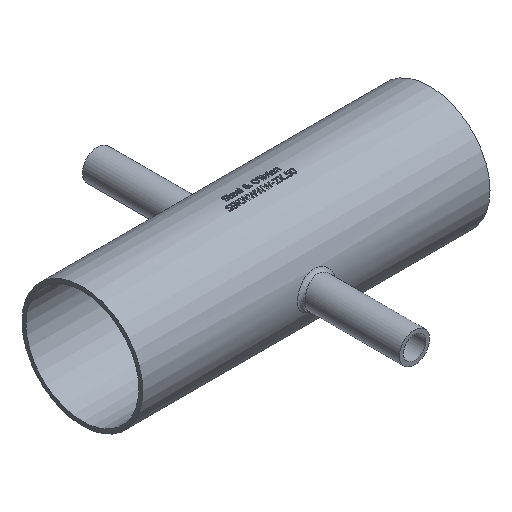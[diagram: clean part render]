
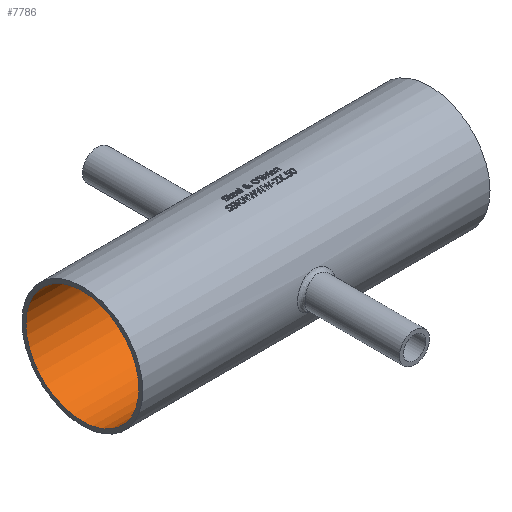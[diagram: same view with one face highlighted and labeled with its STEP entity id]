
A CAD part, isometric view. The second image highlights one B-rep face of the part: STEP entity #7786.
In plain terms, the highlighted cylindrical face has radius 23.749 mm (diameter 47.498 mm), a full revolution.
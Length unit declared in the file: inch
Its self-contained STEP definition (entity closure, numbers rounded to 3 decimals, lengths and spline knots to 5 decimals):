
#161=FACE_BOUND('',#1450,.T.);
#162=FACE_BOUND('',#1451,.T.);
#163=FACE_BOUND('',#1452,.T.);
#164=FACE_BOUND('',#1453,.T.);
#1450=EDGE_LOOP('',(#7281));
#1451=EDGE_LOOP('',(#7282));
#1452=EDGE_LOOP('',(#7283));
#1453=EDGE_LOOP('',(#7284));
#2654=CIRCLE('',#8227,0.935);
#2655=CIRCLE('',#8229,0.935);
#3054=B_SPLINE_CURVE_WITH_KNOTS('',3,(#17369,#17370,#17371,#17372,#17373,
#17374,#17375,#17376,#17377,#17378,#17379,#17380,#17381,#17382,#17383,#17384,
#17385,#17386,#17387,#17388,#17389,#17390,#17391,#17392,#17393,#17394,#17395,
#17396,#17397,#17398,#17399,#17400,#17401,#17402),.UNSPECIFIED.,.T.,.F.,
(4,2,2,2,2,2,2,2,2,2,2,2,2,2,2,2,4),(0.,0.17751,0.35503,
0.53253,0.71004,0.88754,1.06505,
1.24256,1.42008,1.59759,1.77511,1.95261,
2.13012,2.30762,2.48513,2.66264,2.84016),
 .UNSPECIFIED.);
#3055=B_SPLINE_CURVE_WITH_KNOTS('',3,(#17409,#17410,#17411,#17412,#17413,
#17414,#17415,#17416,#17417,#17418,#17419,#17420,#17421,#17422,#17423,#17424,
#17425,#17426,#17427,#17428,#17429,#17430,#17431,#17432,#17433,#17434,#17435,
#17436,#17437,#17438,#17439,#17440,#17441,#17442),.UNSPECIFIED.,.T.,.F.,
(4,2,2,2,2,2,2,2,2,2,2,2,2,2,2,2,4),(0.,0.17751,0.35503,
0.53253,0.71004,0.88754,1.06505,
1.24256,1.42008,1.59759,1.77511,1.95261,
2.13012,2.30762,2.48513,2.66264,2.84016),
 .UNSPECIFIED.);
#3823=VERTEX_POINT('',#17368);
#3825=VERTEX_POINT('',#17408);
#3826=VERTEX_POINT('',#17444);
#3827=VERTEX_POINT('',#17447);
#4976=EDGE_CURVE('',#3823,#3823,#3054,.T.);
#4978=EDGE_CURVE('',#3825,#3825,#3055,.T.);
#4979=EDGE_CURVE('',#3826,#3826,#2654,.T.);
#4980=EDGE_CURVE('',#3827,#3827,#2655,.T.);
#7281=ORIENTED_EDGE('',*,*,#4978,.F.);
#7282=ORIENTED_EDGE('',*,*,#4976,.F.);
#7283=ORIENTED_EDGE('',*,*,#4980,.F.);
#7284=ORIENTED_EDGE('',*,*,#4979,.T.);
#7330=CYLINDRICAL_SURFACE('',#8228,0.935);
#7786=ADVANCED_FACE('',(#161,#162,#163,#164),#7330,.F.);
#8227=AXIS2_PLACEMENT_3D('',#17445,#9648,#9649);
#8228=AXIS2_PLACEMENT_3D('',#17446,#9650,#9651);
#8229=AXIS2_PLACEMENT_3D('',#17448,#9652,#9653);
#9648=DIRECTION('center_axis',(-1.,0.,0.));
#9649=DIRECTION('ref_axis',(0.,0.,1.));
#9650=DIRECTION('center_axis',(-1.,0.,0.));
#9651=DIRECTION('ref_axis',(0.,0.,1.));
#9652=DIRECTION('center_axis',(-1.,0.,0.));
#9653=DIRECTION('ref_axis',(0.,0.,1.));
#17368=CARTESIAN_POINT('',(-2.875,-0.91652,0.185));
#17369=CARTESIAN_POINT('Ctrl Pts',(-2.875,-0.91652,0.185));
#17370=CARTESIAN_POINT('Ctrl Pts',(-2.8517,-0.91652,
0.185));
#17371=CARTESIAN_POINT('Ctrl Pts',(-2.8269,-0.9175,
0.18033));
#17372=CARTESIAN_POINT('Ctrl Pts',(-2.78134,-0.92101,
0.16143));
#17373=CARTESIAN_POINT('Ctrl Pts',(-2.76058,-0.92349,
0.14721));
#17374=CARTESIAN_POINT('Ctrl Pts',(-2.7278,-0.92812,
0.11442));
#17375=CARTESIAN_POINT('Ctrl Pts',(-2.71357,-0.93058,
0.09366));
#17376=CARTESIAN_POINT('Ctrl Pts',(-2.69467,-0.93404,
0.0481));
#17377=CARTESIAN_POINT('Ctrl Pts',(-2.69,-0.935,0.02329));
#17378=CARTESIAN_POINT('Ctrl Pts',(-2.69,-0.935,-0.02329));
#17379=CARTESIAN_POINT('Ctrl Pts',(-2.69467,-0.93404,
-0.0481));
#17380=CARTESIAN_POINT('Ctrl Pts',(-2.71357,-0.93058,
-0.09366));
#17381=CARTESIAN_POINT('Ctrl Pts',(-2.7278,-0.92812,
-0.11442));
#17382=CARTESIAN_POINT('Ctrl Pts',(-2.76058,-0.92349,
-0.14721));
#17383=CARTESIAN_POINT('Ctrl Pts',(-2.78134,-0.92101,
-0.16143));
#17384=CARTESIAN_POINT('Ctrl Pts',(-2.8269,-0.9175,
-0.18033));
#17385=CARTESIAN_POINT('Ctrl Pts',(-2.8517,-0.91652,
-0.185));
#17386=CARTESIAN_POINT('Ctrl Pts',(-2.8983,-0.91652,
-0.185));
#17387=CARTESIAN_POINT('Ctrl Pts',(-2.9231,-0.9175,
-0.18033));
#17388=CARTESIAN_POINT('Ctrl Pts',(-2.96866,-0.92101,
-0.16143));
#17389=CARTESIAN_POINT('Ctrl Pts',(-2.98942,-0.92349,
-0.14721));
#17390=CARTESIAN_POINT('Ctrl Pts',(-3.0222,-0.92812,
-0.11442));
#17391=CARTESIAN_POINT('Ctrl Pts',(-3.03643,-0.93058,
-0.09366));
#17392=CARTESIAN_POINT('Ctrl Pts',(-3.05533,-0.93404,
-0.0481));
#17393=CARTESIAN_POINT('Ctrl Pts',(-3.06,-0.935,-0.02329));
#17394=CARTESIAN_POINT('Ctrl Pts',(-3.06,-0.935,0.02329));
#17395=CARTESIAN_POINT('Ctrl Pts',(-3.05533,-0.93404,
0.0481));
#17396=CARTESIAN_POINT('Ctrl Pts',(-3.03643,-0.93058,
0.09366));
#17397=CARTESIAN_POINT('Ctrl Pts',(-3.0222,-0.92812,
0.11442));
#17398=CARTESIAN_POINT('Ctrl Pts',(-2.98942,-0.92349,
0.14721));
#17399=CARTESIAN_POINT('Ctrl Pts',(-2.96866,-0.92101,
0.16143));
#17400=CARTESIAN_POINT('Ctrl Pts',(-2.9231,-0.9175,
0.18033));
#17401=CARTESIAN_POINT('Ctrl Pts',(-2.8983,-0.91652,
0.185));
#17402=CARTESIAN_POINT('Ctrl Pts',(-2.875,-0.91652,0.185));
#17408=CARTESIAN_POINT('',(-2.875,0.91652,0.185));
#17409=CARTESIAN_POINT('Ctrl Pts',(-2.875,0.91652,0.185));
#17410=CARTESIAN_POINT('Ctrl Pts',(-2.8983,0.91652,
0.185));
#17411=CARTESIAN_POINT('Ctrl Pts',(-2.9231,0.9175,
0.18033));
#17412=CARTESIAN_POINT('Ctrl Pts',(-2.96866,0.92101,
0.16143));
#17413=CARTESIAN_POINT('Ctrl Pts',(-2.98942,0.92349,
0.14721));
#17414=CARTESIAN_POINT('Ctrl Pts',(-3.0222,0.92812,0.11442));
#17415=CARTESIAN_POINT('Ctrl Pts',(-3.03643,0.93058,
0.09366));
#17416=CARTESIAN_POINT('Ctrl Pts',(-3.05533,0.93404,
0.0481));
#17417=CARTESIAN_POINT('Ctrl Pts',(-3.06,0.935,0.02329));
#17418=CARTESIAN_POINT('Ctrl Pts',(-3.06,0.935,-0.02329));
#17419=CARTESIAN_POINT('Ctrl Pts',(-3.05533,0.93404,
-0.0481));
#17420=CARTESIAN_POINT('Ctrl Pts',(-3.03643,0.93058,
-0.09366));
#17421=CARTESIAN_POINT('Ctrl Pts',(-3.0222,0.92812,-0.11442));
#17422=CARTESIAN_POINT('Ctrl Pts',(-2.98942,0.92349,
-0.14721));
#17423=CARTESIAN_POINT('Ctrl Pts',(-2.96866,0.92101,
-0.16143));
#17424=CARTESIAN_POINT('Ctrl Pts',(-2.9231,0.9175,
-0.18033));
#17425=CARTESIAN_POINT('Ctrl Pts',(-2.8983,0.91652,
-0.185));
#17426=CARTESIAN_POINT('Ctrl Pts',(-2.8517,0.91652,
-0.185));
#17427=CARTESIAN_POINT('Ctrl Pts',(-2.8269,0.9175,
-0.18033));
#17428=CARTESIAN_POINT('Ctrl Pts',(-2.78134,0.92101,
-0.16143));
#17429=CARTESIAN_POINT('Ctrl Pts',(-2.76058,0.92349,
-0.14721));
#17430=CARTESIAN_POINT('Ctrl Pts',(-2.7278,0.92812,-0.11442));
#17431=CARTESIAN_POINT('Ctrl Pts',(-2.71357,0.93058,
-0.09366));
#17432=CARTESIAN_POINT('Ctrl Pts',(-2.69467,0.93404,
-0.0481));
#17433=CARTESIAN_POINT('Ctrl Pts',(-2.69,0.935,-0.02329));
#17434=CARTESIAN_POINT('Ctrl Pts',(-2.69,0.935,0.02329));
#17435=CARTESIAN_POINT('Ctrl Pts',(-2.69467,0.93404,
0.0481));
#17436=CARTESIAN_POINT('Ctrl Pts',(-2.71357,0.93058,
0.09366));
#17437=CARTESIAN_POINT('Ctrl Pts',(-2.7278,0.92812,0.11442));
#17438=CARTESIAN_POINT('Ctrl Pts',(-2.76058,0.92349,
0.14721));
#17439=CARTESIAN_POINT('Ctrl Pts',(-2.78134,0.92101,
0.16143));
#17440=CARTESIAN_POINT('Ctrl Pts',(-2.8269,0.9175,
0.18033));
#17441=CARTESIAN_POINT('Ctrl Pts',(-2.8517,0.91652,
0.185));
#17442=CARTESIAN_POINT('Ctrl Pts',(-2.875,0.91652,0.185));
#17444=CARTESIAN_POINT('',(-5.75,0.,0.935));
#17445=CARTESIAN_POINT('Origin',(-5.75,0.,0.));
#17446=CARTESIAN_POINT('Origin',(-2.875,0.,0.));
#17447=CARTESIAN_POINT('',(0.,0.,0.935));
#17448=CARTESIAN_POINT('Origin',(0.,0.,0.));
